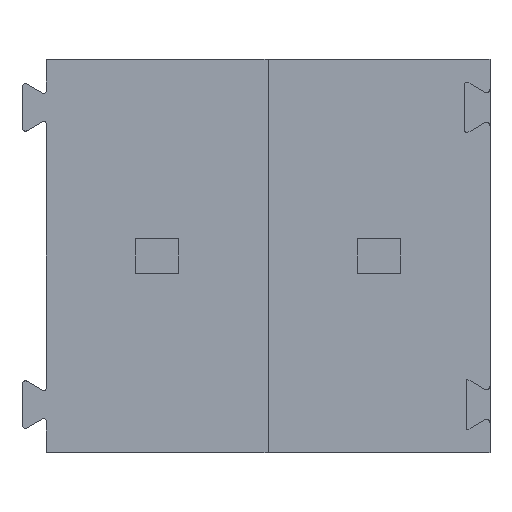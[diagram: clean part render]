
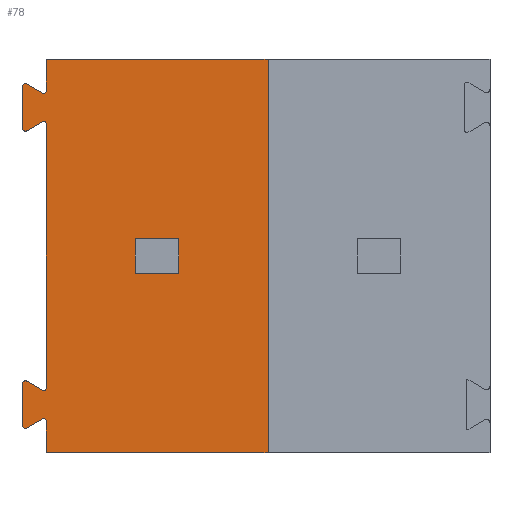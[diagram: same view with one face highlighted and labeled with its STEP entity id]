
A CAD part, front view. The second image highlights one B-rep face of the part: STEP entity #78.
In plain terms, the highlighted planar face has unit normal (0, -1, 0).
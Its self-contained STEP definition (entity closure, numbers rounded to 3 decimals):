
#78=ADVANCED_FACE('3578',(#402,#403),#404,.T.);
#402=FACE_OUTER_BOUND('',#1052,.T.);
#403=FACE_BOUND('',#1053,.T.);
#404=PLANE('',#1054);
#1052=EDGE_LOOP('',(#2406,#2407,#2408,#2409,#2410,#2411,#2412,#2413,#2414,#2415,#2416,#2417,#2418,#2419,#2420,#2421,#2422,#2423,#2424,#2425));
#1053=EDGE_LOOP('',(#2426,#2427,#2428,#2429));
#1054=AXIS2_PLACEMENT_3D('',#2430,#2431,#2432);
#2406=ORIENTED_EDGE('',*,*,#4932,.F.);
#2407=ORIENTED_EDGE('',*,*,#4933,.F.);
#2408=ORIENTED_EDGE('',*,*,#4934,.T.);
#2409=ORIENTED_EDGE('',*,*,#4935,.T.);
#2410=ORIENTED_EDGE('',*,*,#4936,.T.);
#2411=ORIENTED_EDGE('',*,*,#4937,.T.);
#2412=ORIENTED_EDGE('',*,*,#4938,.T.);
#2413=ORIENTED_EDGE('',*,*,#4939,.T.);
#2414=ORIENTED_EDGE('',*,*,#4940,.T.);
#2415=ORIENTED_EDGE('',*,*,#4941,.F.);
#2416=ORIENTED_EDGE('',*,*,#4942,.T.);
#2417=ORIENTED_EDGE('',*,*,#4943,.T.);
#2418=ORIENTED_EDGE('',*,*,#4944,.T.);
#2419=ORIENTED_EDGE('',*,*,#4945,.T.);
#2420=ORIENTED_EDGE('',*,*,#4946,.T.);
#2421=ORIENTED_EDGE('',*,*,#4947,.T.);
#2422=ORIENTED_EDGE('',*,*,#4948,.T.);
#2423=ORIENTED_EDGE('',*,*,#4949,.F.);
#2424=ORIENTED_EDGE('',*,*,#4910,.T.);
#2425=ORIENTED_EDGE('',*,*,#4931,.T.);
#2426=ORIENTED_EDGE('',*,*,#4950,.F.);
#2427=ORIENTED_EDGE('',*,*,#4951,.F.);
#2428=ORIENTED_EDGE('',*,*,#4952,.T.);
#2429=ORIENTED_EDGE('',*,*,#4953,.T.);
#2430=CARTESIAN_POINT('',(-22.86,-6.75,-4.5));
#2431=DIRECTION('',(0.0,-1.0,0.0));
#2432=DIRECTION('',(0.0,0.0,-1.0));
#4910=EDGE_CURVE('7913',#5812,#5813,#5814,.T.);
#4931=EDGE_CURVE('7792',#5813,#5850,#5852,.T.);
#4932=EDGE_CURVE('7914',#5853,#5850,#5854,.T.);
#4933=EDGE_CURVE('4730',#5855,#5853,#5856,.T.);
#4934=EDGE_CURVE('4732',#5855,#5857,#5858,.T.);
#4935=EDGE_CURVE('4712',#5857,#5859,#5860,.T.);
#4936=EDGE_CURVE('4713',#5859,#5861,#5862,.T.);
#4937=EDGE_CURVE('4714',#5861,#5863,#5864,.T.);
#4938=EDGE_CURVE('4715',#5863,#5865,#5866,.T.);
#4939=EDGE_CURVE('4716',#5865,#5867,#5868,.T.);
#4940=EDGE_CURVE('4731',#5867,#5869,#5870,.T.);
#4941=EDGE_CURVE('4708',#5871,#5869,#5872,.T.);
#4942=EDGE_CURVE('4710',#5871,#5873,#5874,.T.);
#4943=EDGE_CURVE('4702',#5873,#5875,#5876,.T.);
#4944=EDGE_CURVE('4703',#5875,#5877,#5878,.T.);
#4945=EDGE_CURVE('4704',#5877,#5879,#5880,.T.);
#4946=EDGE_CURVE('4705',#5879,#5881,#5882,.T.);
#4947=EDGE_CURVE('4706',#5881,#5883,#5884,.T.);
#4948=EDGE_CURVE('4709',#5883,#5885,#5886,.T.);
#4949=EDGE_CURVE('4707',#5812,#5885,#5887,.T.);
#4950=EDGE_CURVE('5828',#5888,#5889,#5890,.T.);
#4951=EDGE_CURVE('5827',#5891,#5888,#5892,.T.);
#4952=EDGE_CURVE('5829',#5891,#5893,#5894,.T.);
#4953=EDGE_CURVE('5826',#5893,#5889,#5895,.T.);
#5812=VERTEX_POINT('',#7347);
#5813=VERTEX_POINT('',#7348);
#5814=LINE('',#7349,#7350);
#5850=VERTEX_POINT('',#7403);
#5852=LINE('',#7406,#7407);
#5853=VERTEX_POINT('',#7408);
#5854=LINE('',#7409,#7410);
#5855=VERTEX_POINT('',#7411);
#5856=LINE('',#7412,#7413);
#5857=VERTEX_POINT('',#7414);
#5858=CIRCLE('',#7415,0.05);
#5859=VERTEX_POINT('',#7416);
#5860=LINE('',#7417,#7418);
#5861=VERTEX_POINT('',#7419);
#5862=CIRCLE('',#7420,0.08);
#5863=VERTEX_POINT('',#7421);
#5864=LINE('',#7422,#7423);
#5865=VERTEX_POINT('',#7424);
#5866=CIRCLE('',#7425,0.08);
#5867=VERTEX_POINT('',#7426);
#5868=LINE('',#7427,#7428);
#5869=VERTEX_POINT('',#7429);
#5870=CIRCLE('',#7430,0.05);
#5871=VERTEX_POINT('',#7431);
#5872=LINE('',#7432,#7433);
#5873=VERTEX_POINT('',#7434);
#5874=CIRCLE('',#7435,0.05);
#5875=VERTEX_POINT('',#7436);
#5876=LINE('',#7437,#7438);
#5877=VERTEX_POINT('',#7439);
#5878=CIRCLE('',#7440,0.08);
#5879=VERTEX_POINT('',#7441);
#5880=LINE('',#7442,#7443);
#5881=VERTEX_POINT('',#7444);
#5882=CIRCLE('',#7445,0.08);
#5883=VERTEX_POINT('',#7446);
#5884=LINE('',#7447,#7448);
#5885=VERTEX_POINT('',#7449);
#5886=CIRCLE('',#7450,0.05);
#5887=LINE('',#7451,#7452);
#5888=VERTEX_POINT('',#7453);
#5889=VERTEX_POINT('',#7454);
#5890=LINE('',#7455,#7456);
#5891=VERTEX_POINT('',#7457);
#5892=LINE('',#7458,#7459);
#5893=VERTEX_POINT('',#7460);
#5894=LINE('',#7461,#7462);
#5895=LINE('',#7463,#7464);
#7347=CARTESIAN_POINT('',(-22.86,-6.75,-4.5));
#7348=CARTESIAN_POINT('',(-17.78,-6.75,-4.5));
#7349=CARTESIAN_POINT('',(-22.86,-6.75,-4.5));
#7350=VECTOR('',#10659,5.08);
#7403=CARTESIAN_POINT('',(-17.78,-6.75,4.5));
#7406=CARTESIAN_POINT('',(-17.78,-6.75,-4.5));
#7407=VECTOR('',#10684,9.0);
#7408=CARTESIAN_POINT('',(-22.86,-6.75,4.5));
#7409=CARTESIAN_POINT('',(-22.86,-6.75,4.5));
#7410=VECTOR('',#10685,5.08);
#7411=CARTESIAN_POINT('',(-22.86,-6.75,3.769));
#7412=CARTESIAN_POINT('',(-22.86,-6.75,3.769));
#7413=VECTOR('',#10686,0.731);
#7414=CARTESIAN_POINT('',(-22.935,-6.75,3.726));
#7415=AXIS2_PLACEMENT_3D('',#10687,#10688,#10689);
#7416=CARTESIAN_POINT('',(-23.29,-6.75,3.931));
#7417=CARTESIAN_POINT('',(-22.935,-6.75,3.726));
#7418=VECTOR('',#10690,0.41);
#7419=CARTESIAN_POINT('',(-23.41,-6.75,3.861));
#7420=AXIS2_PLACEMENT_3D('',#10691,#10692,#10693);
#7421=CARTESIAN_POINT('',(-23.41,-6.75,2.939));
#7422=CARTESIAN_POINT('',(-23.41,-6.75,3.861));
#7423=VECTOR('',#10694,0.923);
#7424=CARTESIAN_POINT('',(-23.29,-6.75,2.869));
#7425=AXIS2_PLACEMENT_3D('',#10695,#10696,#10697);
#7426=CARTESIAN_POINT('',(-22.935,-6.75,3.074));
#7427=CARTESIAN_POINT('',(-23.29,-6.75,2.869));
#7428=VECTOR('',#10698,0.41);
#7429=CARTESIAN_POINT('',(-22.86,-6.75,3.031));
#7430=AXIS2_PLACEMENT_3D('',#10699,#10700,#10701);
#7431=CARTESIAN_POINT('',(-22.86,-6.75,-3.031));
#7432=CARTESIAN_POINT('',(-22.86,-6.75,-3.031));
#7433=VECTOR('',#10702,6.062);
#7434=CARTESIAN_POINT('',(-22.935,-6.75,-3.074));
#7435=AXIS2_PLACEMENT_3D('',#10703,#10704,#10705);
#7436=CARTESIAN_POINT('',(-23.29,-6.75,-2.869));
#7437=CARTESIAN_POINT('',(-22.935,-6.75,-3.074));
#7438=VECTOR('',#10706,0.41);
#7439=CARTESIAN_POINT('',(-23.41,-6.75,-2.939));
#7440=AXIS2_PLACEMENT_3D('',#10707,#10708,#10709);
#7441=CARTESIAN_POINT('',(-23.41,-6.75,-3.861));
#7442=CARTESIAN_POINT('',(-23.41,-6.75,-2.939));
#7443=VECTOR('',#10710,0.923);
#7444=CARTESIAN_POINT('',(-23.29,-6.75,-3.931));
#7445=AXIS2_PLACEMENT_3D('',#10711,#10712,#10713);
#7446=CARTESIAN_POINT('',(-22.935,-6.75,-3.726));
#7447=CARTESIAN_POINT('',(-23.29,-6.75,-3.931));
#7448=VECTOR('',#10714,0.41);
#7449=CARTESIAN_POINT('',(-22.86,-6.75,-3.769));
#7450=AXIS2_PLACEMENT_3D('',#10715,#10716,#10717);
#7451=CARTESIAN_POINT('',(-22.86,-6.75,-4.5));
#7452=VECTOR('',#10718,0.731);
#7453=CARTESIAN_POINT('',(-20.82,-6.75,-0.4));
#7454=CARTESIAN_POINT('',(-19.82,-6.75,-0.4));
#7455=CARTESIAN_POINT('',(-20.82,-6.75,-0.4));
#7456=VECTOR('',#10719,1.0);
#7457=CARTESIAN_POINT('',(-20.82,-6.75,0.4));
#7458=CARTESIAN_POINT('',(-20.82,-6.75,0.4));
#7459=VECTOR('',#10720,0.8);
#7460=CARTESIAN_POINT('',(-19.82,-6.75,0.4));
#7461=CARTESIAN_POINT('',(-20.82,-6.75,0.4));
#7462=VECTOR('',#10721,1.0);
#7463=CARTESIAN_POINT('',(-19.82,-6.75,0.4));
#7464=VECTOR('',#10722,0.8);
#10659=DIRECTION('',(1.0,0.0,0.0));
#10684=DIRECTION('',(0.0,0.0,1.0));
#10685=DIRECTION('',(1.0,0.0,0.0));
#10686=DIRECTION('',(0.0,0.0,1.0));
#10687=CARTESIAN_POINT('',(-22.91,-6.75,3.769));
#10688=DIRECTION('',(0.0,1.0,0.0));
#10689=DIRECTION('',(1.0,0.0,0.));
#10690=DIRECTION('',(-0.866,0.0,0.5));
#10691=CARTESIAN_POINT('',(-23.33,-6.75,3.861));
#10692=DIRECTION('',(0.0,-1.0,0.0));
#10693=DIRECTION('',(0.5,0.0,0.866));
#10694=DIRECTION('',(0.0,0.0,-1.0));
#10695=CARTESIAN_POINT('',(-23.33,-6.75,2.939));
#10696=DIRECTION('',(0.0,-1.0,-0.0));
#10697=DIRECTION('',(-1.0,0.0,0.));
#10698=DIRECTION('',(0.866,0.0,0.5));
#10699=CARTESIAN_POINT('',(-22.91,-6.75,3.031));
#10700=DIRECTION('',(0.0,1.0,0.0));
#10701=DIRECTION('',(-0.5,0.0,0.866));
#10702=DIRECTION('',(0.0,0.0,1.0));
#10703=CARTESIAN_POINT('',(-22.91,-6.75,-3.031));
#10704=DIRECTION('',(-0.0,1.0,0.0));
#10705=DIRECTION('',(1.0,0.0,0.0));
#10706=DIRECTION('',(-0.866,0.0,0.5));
#10707=CARTESIAN_POINT('',(-23.33,-6.75,-2.939));
#10708=DIRECTION('',(0.0,-1.0,0.0));
#10709=DIRECTION('',(0.5,0.0,0.866));
#10710=DIRECTION('',(0.0,0.0,-1.0));
#10711=CARTESIAN_POINT('',(-23.33,-6.75,-3.861));
#10712=DIRECTION('',(0.0,-1.0,0.0));
#10713=DIRECTION('',(-1.0,0.0,0.0));
#10714=DIRECTION('',(0.866,0.0,0.5));
#10715=CARTESIAN_POINT('',(-22.91,-6.75,-3.769));
#10716=DIRECTION('',(0.0,1.0,0.0));
#10717=DIRECTION('',(-0.5,0.0,0.866));
#10718=DIRECTION('',(0.0,0.0,1.0));
#10719=DIRECTION('',(1.0,0.0,0.0));
#10720=DIRECTION('',(0.0,0.0,-1.0));
#10721=DIRECTION('',(1.0,0.0,0.0));
#10722=DIRECTION('',(0.0,0.0,-1.0));
